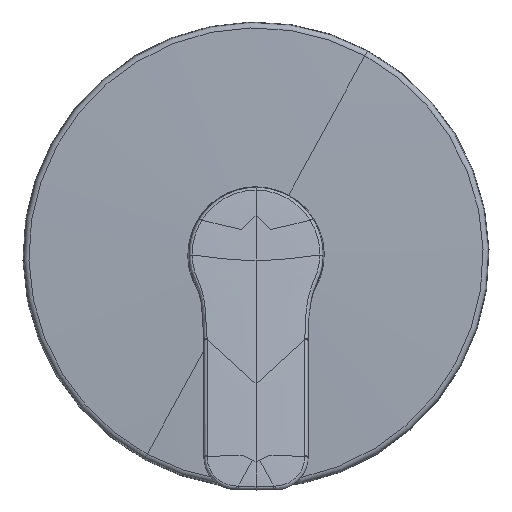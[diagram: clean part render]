
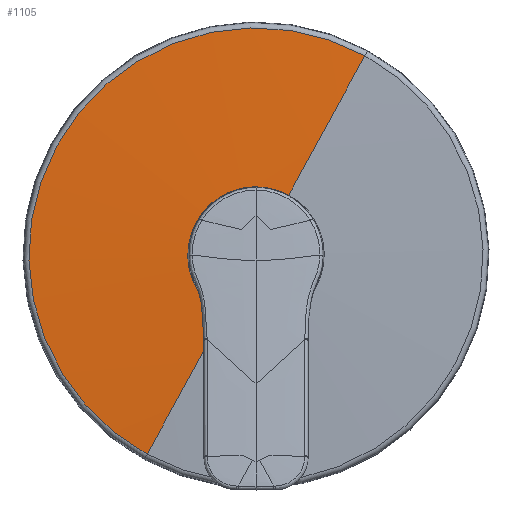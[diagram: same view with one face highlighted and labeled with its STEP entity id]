
A CAD part, top view. The second image highlights one B-rep face of the part: STEP entity #1105.
In plain terms, the highlighted spherical face has radius 1892 mm.
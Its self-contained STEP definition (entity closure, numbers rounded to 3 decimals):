
#275 = DIRECTION ( 'NONE',  ( 1., 0., 0. ) ) ;
#504 = CARTESIAN_POINT ( 'NONE',  ( 39.713, 72.693, 12.186 ) ) ;
#1105 = ADVANCED_FACE ( 'NONE', ( #3016 ), #11350, .T. ) ;
#1374 = AXIS2_PLACEMENT_3D ( 'NONE', #5413, #6396, #6473 ) ;
#1503 = DIRECTION ( 'NONE',  ( -0.878, 0.479, 0. ) ) ;
#1725 = DIRECTION ( 'NONE',  ( 0.878, -0.479, 0. ) ) ;
#2436 = DIRECTION ( 'NONE',  ( -0.479, -0.878, 0. ) ) ;
#2481 = CARTESIAN_POINT ( 'NONE',  ( 0., 0., -1878. ) ) ;
#2662 = DIRECTION ( 'NONE',  ( 0.479, 0.878, 0. ) ) ;
#2684 = VERTEX_POINT ( 'NONE', #504 ) ;
#3016 = FACE_OUTER_BOUND ( 'NONE', #9112, .T. ) ;
#3607 = VERTEX_POINT ( 'NONE', #4971 ) ;
#3980 = VERTEX_POINT ( 'NONE', #5396 ) ;
#4946 = CARTESIAN_POINT ( 'NONE',  ( 0., 0., 12.186 ) ) ;
#4971 = CARTESIAN_POINT ( 'NONE',  ( -11.938, -21.852, 13.836 ) ) ;
#5302 = CIRCLE ( 'NONE', #8669, 1892. ) ;
#5396 = CARTESIAN_POINT ( 'NONE',  ( -39.713, -72.693, 12.186 ) ) ;
#5413 = CARTESIAN_POINT ( 'NONE',  ( 0., 0., -1878. ) ) ;
#5869 = DIRECTION ( 'NONE',  ( 0., 0., -1. ) ) ;
#5875 = CIRCLE ( 'NONE', #10176, 24.9 ) ;
#6055 = CARTESIAN_POINT ( 'NONE',  ( 0., 0., 13.836 ) ) ;
#6083 = AXIS2_PLACEMENT_3D ( 'NONE', #4946, #5869, #275 ) ;
#6396 = DIRECTION ( 'NONE',  ( -0.878, 0.479, 0. ) ) ;
#6473 = DIRECTION ( 'NONE',  ( -0.479, -0.878, 0. ) ) ;
#6567 = DIRECTION ( 'NONE',  ( 0., 0., 1. ) ) ;
#6637 = CIRCLE ( 'NONE', #7082, 1892. ) ;
#7057 = CIRCLE ( 'NONE', #6083, 82.834 ) ;
#7082 = AXIS2_PLACEMENT_3D ( 'NONE', #2481, #1503, #2436 ) ;
#7788 = ORIENTED_EDGE ( 'NONE', *, *, #10694, .F. ) ;
#7820 = EDGE_CURVE ( 'NONE', #10596, #2684, #6637, .T. ) ;
#8669 = AXIS2_PLACEMENT_3D ( 'NONE', #11933, #1725, #2662 ) ;
#9112 = EDGE_LOOP ( 'NONE', ( #7788, #10492, #12101, #9804 ) ) ;
#9804 = ORIENTED_EDGE ( 'NONE', *, *, #10280, .F. ) ;
#10176 = AXIS2_PLACEMENT_3D ( 'NONE', #6055, #6567, #11466 ) ;
#10280 = EDGE_CURVE ( 'NONE', #3607, #3980, #5302, .T. ) ;
#10492 = ORIENTED_EDGE ( 'NONE', *, *, #7820, .T. ) ;
#10596 = VERTEX_POINT ( 'NONE', #12159 ) ;
#10694 = EDGE_CURVE ( 'NONE', #10596, #3607, #5875, .T. ) ;
#11350 = SPHERICAL_SURFACE ( 'NONE', #1374, 1892. ) ;
#11466 = DIRECTION ( 'NONE',  ( -1., 0., 0. ) ) ;
#11933 = CARTESIAN_POINT ( 'NONE',  ( 0., 0., -1878. ) ) ;
#12001 = EDGE_CURVE ( 'NONE', #3980, #2684, #7057, .T. ) ;
#12101 = ORIENTED_EDGE ( 'NONE', *, *, #12001, .F. ) ;
#12159 = CARTESIAN_POINT ( 'NONE',  ( 11.938, 21.852, 13.836 ) ) ;
